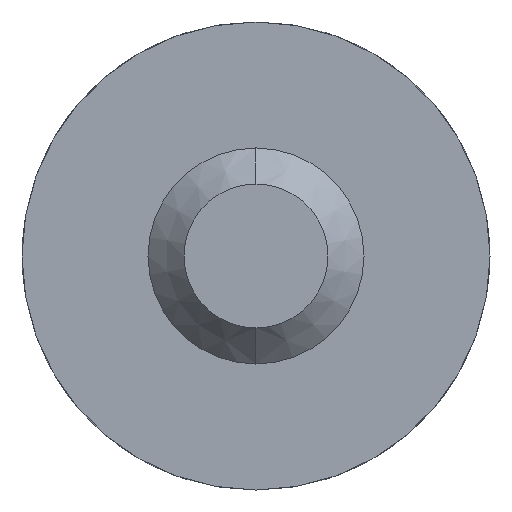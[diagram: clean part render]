
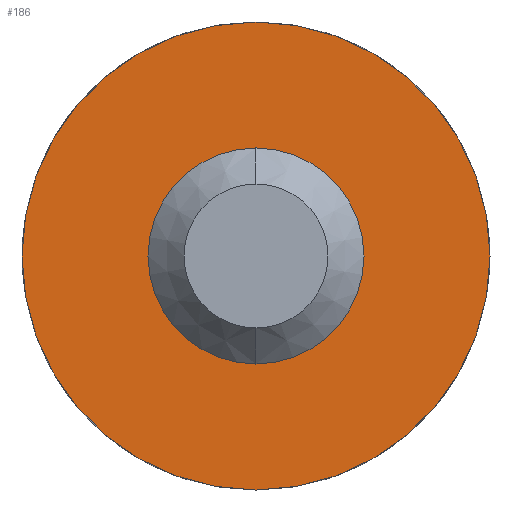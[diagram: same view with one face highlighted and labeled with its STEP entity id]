
A CAD part, left-side view. The second image highlights one B-rep face of the part: STEP entity #186.
In plain terms, the highlighted planar face has unit normal (-1, 0, 0).
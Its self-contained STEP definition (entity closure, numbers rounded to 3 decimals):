
#186 = ADVANCED_FACE ( 'NONE', ( #692, #659 ), #689, .F. ) ;
#187 = ORIENTED_EDGE ( 'NONE', *, *, #233, .F. ) ;
#188 = ORIENTED_EDGE ( 'NONE', *, *, #1092, .F. ) ;
#190 = ORIENTED_EDGE ( 'NONE', *, *, #1113, .T. ) ;
#191 = ORIENTED_EDGE ( 'NONE', *, *, #195, .T. ) ;
#195 = EDGE_CURVE ( 'NONE', #1133, #1112, #654, .T. ) ;
#197 = EDGE_LOOP ( 'NONE', ( #190, #191 ) ) ;
#232 = EDGE_LOOP ( 'NONE', ( #187, #188 ) ) ;
#233 = EDGE_CURVE ( 'NONE', #1091, #1130, #761, .T. ) ;
#608 = DIRECTION ( 'NONE',  ( 0., 0., 1. ) ) ;
#609 = DIRECTION ( 'NONE',  ( -1., 0., 0. ) ) ;
#610 = CARTESIAN_POINT ( 'NONE',  ( 9., 0., 0. ) ) ;
#611 = AXIS2_PLACEMENT_3D ( 'NONE', #610, #609, #608 ) ;
#634 = CARTESIAN_POINT ( 'NONE',  ( 9., 1.5, 0. ) ) ;
#651 = DIRECTION ( 'NONE',  ( 0., 0., -1. ) ) ;
#652 = DIRECTION ( 'NONE',  ( 1., 0., 0. ) ) ;
#654 = CIRCLE ( 'NONE', #611, 3.25 ) ;
#658 = AXIS2_PLACEMENT_3D ( 'NONE', #634, #652, #651 ) ;
#659 = FACE_OUTER_BOUND ( 'NONE', #197, .T. ) ;
#689 = PLANE ( 'NONE',  #658 ) ;
#692 = FACE_BOUND ( 'NONE', #232, .T. ) ;
#726 = AXIS2_PLACEMENT_3D ( 'NONE', #825, #824, #823 ) ;
#728 = AXIS2_PLACEMENT_3D ( 'NONE', #731, #730, #729 ) ;
#729 = DIRECTION ( 'NONE',  ( 0., 0., 1. ) ) ;
#730 = DIRECTION ( 'NONE',  ( -1., 0., 0. ) ) ;
#731 = CARTESIAN_POINT ( 'NONE',  ( 9., 0., 0. ) ) ;
#761 = CIRCLE ( 'NONE', #728, 1.5 ) ;
#814 = CARTESIAN_POINT ( 'NONE',  ( 9., 0., 1.5 ) ) ;
#823 = DIRECTION ( 'NONE',  ( 0., 0., 1. ) ) ;
#824 = DIRECTION ( 'NONE',  ( -1., 0., 0. ) ) ;
#825 = CARTESIAN_POINT ( 'NONE',  ( 9., 0., 0. ) ) ;
#828 = CIRCLE ( 'NONE', #726, 1.5 ) ;
#848 = CARTESIAN_POINT ( 'NONE',  ( 9., 0., -1.5 ) ) ;
#871 = CARTESIAN_POINT ( 'NONE',  ( 9., 0., 3.25 ) ) ;
#872 = AXIS2_PLACEMENT_3D ( 'NONE', #915, #914, #913 ) ;
#873 = CIRCLE ( 'NONE', #872, 3.25 ) ;
#913 = DIRECTION ( 'NONE',  ( 0., 0., 1. ) ) ;
#914 = DIRECTION ( 'NONE',  ( -1., 0., 0. ) ) ;
#915 = CARTESIAN_POINT ( 'NONE',  ( 9., 0., 0. ) ) ;
#919 = CARTESIAN_POINT ( 'NONE',  ( 9., 0., -3.25 ) ) ;
#1091 = VERTEX_POINT ( 'NONE', #814 ) ;
#1092 = EDGE_CURVE ( 'NONE', #1130, #1091, #828, .T. ) ;
#1112 = VERTEX_POINT ( 'NONE', #871 ) ;
#1113 = EDGE_CURVE ( 'NONE', #1112, #1133, #873, .T. ) ;
#1130 = VERTEX_POINT ( 'NONE', #848 ) ;
#1133 = VERTEX_POINT ( 'NONE', #919 ) ;
